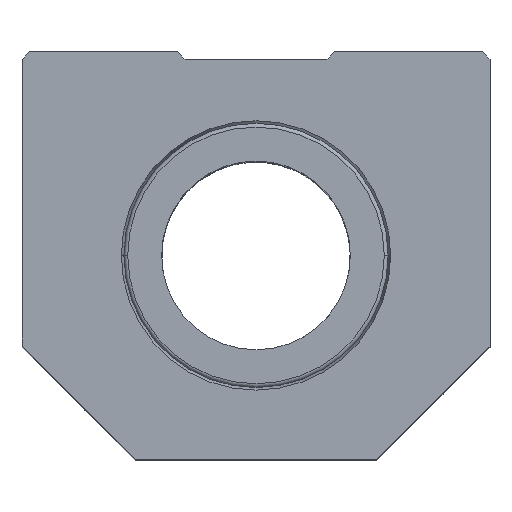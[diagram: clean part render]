
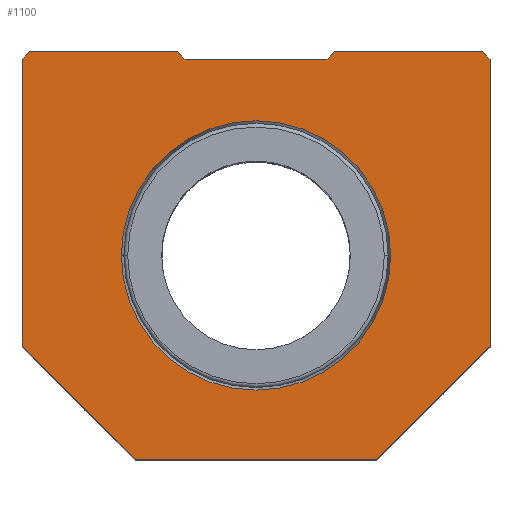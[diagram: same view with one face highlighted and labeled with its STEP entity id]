
A CAD part, top view. The second image highlights one B-rep face of the part: STEP entity #1100.
In plain terms, the highlighted planar face has unit normal (0, 0, 1).
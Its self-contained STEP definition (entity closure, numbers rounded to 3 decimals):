
#22 = DIRECTION ( 'NONE',  ( 0.707, -0.707, 0. ) ) ;
#57 = VECTOR ( 'NONE', #1453, 1000. ) ;
#106 = CIRCLE ( 'NONE', #473, 17.844 ) ;
#124 = LINE ( 'NONE', #1709, #1902 ) ;
#126 = FACE_OUTER_BOUND ( 'NONE', #515, .T. ) ;
#131 = ORIENTED_EDGE ( 'NONE', *, *, #182, .T. ) ;
#134 = CARTESIAN_POINT ( 'NONE',  ( -16., -27., 42.5 ) ) ;
#143 = DIRECTION ( 'NONE',  ( -0.707, -0.707, 0. ) ) ;
#182 = EDGE_CURVE ( 'NONE', #2143, #567, #643, .T. ) ;
#190 = LINE ( 'NONE', #1036, #1080 ) ;
#191 = CARTESIAN_POINT ( 'NONE',  ( -9.4, 26., 42.5 ) ) ;
#246 = CARTESIAN_POINT ( 'NONE',  ( 10.4, 27., 42.5 ) ) ;
#248 = CARTESIAN_POINT ( 'NONE',  ( 30., 27., 42.5 ) ) ;
#255 = LINE ( 'NONE', #333, #1137 ) ;
#318 = EDGE_LOOP ( 'NONE', ( #131, #1088 ) ) ;
#328 = VERTEX_POINT ( 'NONE', #777 ) ;
#329 = DIRECTION ( 'NONE',  ( 0., 0., -1. ) ) ;
#333 = CARTESIAN_POINT ( 'NONE',  ( -31., 26., 42.5 ) ) ;
#335 = CARTESIAN_POINT ( 'NONE',  ( 31., -12., 42.5 ) ) ;
#337 = VECTOR ( 'NONE', #530, 1000. ) ;
#354 = VERTEX_POINT ( 'NONE', #1776 ) ;
#358 = AXIS2_PLACEMENT_3D ( 'NONE', #2150, #329, #1540 ) ;
#380 = ORIENTED_EDGE ( 'NONE', *, *, #1548, .T. ) ;
#391 = VERTEX_POINT ( 'NONE', #2147 ) ;
#401 = VERTEX_POINT ( 'NONE', #335 ) ;
#438 = VECTOR ( 'NONE', #1292, 1000. ) ;
#473 = AXIS2_PLACEMENT_3D ( 'NONE', #1616, #609, #1784 ) ;
#514 = AXIS2_PLACEMENT_3D ( 'NONE', #1703, #1690, #1684 ) ;
#515 = EDGE_LOOP ( 'NONE', ( #1582, #1984, #1184, #2039, #801, #1242, #380, #847, #1740, #2131, #1346, #1798 ) ) ;
#516 = DIRECTION ( 'NONE',  ( -1., 0., 0. ) ) ;
#530 = DIRECTION ( 'NONE',  ( 0.707, 0.707, 0. ) ) ;
#557 = VERTEX_POINT ( 'NONE', #1854 ) ;
#567 = VERTEX_POINT ( 'NONE', #2148 ) ;
#568 = CARTESIAN_POINT ( 'NONE',  ( 17.844, 0., 42.5 ) ) ;
#609 = DIRECTION ( 'NONE',  ( 0., 0., -1. ) ) ;
#631 = DIRECTION ( 'NONE',  ( -0.707, -0.707, 0. ) ) ;
#643 = CIRCLE ( 'NONE', #514, 17.844 ) ;
#777 = CARTESIAN_POINT ( 'NONE',  ( 16., -27., 42.5 ) ) ;
#801 = ORIENTED_EDGE ( 'NONE', *, *, #1527, .T. ) ;
#839 = VERTEX_POINT ( 'NONE', #248 ) ;
#847 = ORIENTED_EDGE ( 'NONE', *, *, #1592, .T. ) ;
#872 = VERTEX_POINT ( 'NONE', #977 ) ;
#901 = LINE ( 'NONE', #1799, #1737 ) ;
#918 = CARTESIAN_POINT ( 'NONE',  ( -16., -27., 42.5 ) ) ;
#940 = VERTEX_POINT ( 'NONE', #1160 ) ;
#957 = VECTOR ( 'NONE', #1625, 1000. ) ;
#977 = CARTESIAN_POINT ( 'NONE',  ( 9.4, 26., 42.5 ) ) ;
#1006 = LINE ( 'NONE', #1112, #57 ) ;
#1025 = FACE_BOUND ( 'NONE', #318, .T. ) ;
#1027 = CARTESIAN_POINT ( 'NONE',  ( -10.4, 27., 42.5 ) ) ;
#1031 = PLANE ( 'NONE',  #358 ) ;
#1036 = CARTESIAN_POINT ( 'NONE',  ( -31., -12., 42.5 ) ) ;
#1059 = CARTESIAN_POINT ( 'NONE',  ( -31., -12., 42.5 ) ) ;
#1080 = VECTOR ( 'NONE', #1208, 1000. ) ;
#1088 = ORIENTED_EDGE ( 'NONE', *, *, #1412, .T. ) ;
#1100 = ADVANCED_FACE ( 'NONE', ( #1025, #126 ), #1031, .F. ) ;
#1112 = CARTESIAN_POINT ( 'NONE',  ( 31., 26., 42.5 ) ) ;
#1113 = VECTOR ( 'NONE', #22, 1000. ) ;
#1137 = VECTOR ( 'NONE', #143, 1000. ) ;
#1160 = CARTESIAN_POINT ( 'NONE',  ( -10.4, 27., 42.5 ) ) ;
#1179 = LINE ( 'NONE', #2146, #1982 ) ;
#1184 = ORIENTED_EDGE ( 'NONE', *, *, #1473, .T. ) ;
#1192 = EDGE_CURVE ( 'NONE', #328, #401, #1266, .T. ) ;
#1208 = DIRECTION ( 'NONE',  ( 0., -1., 0. ) ) ;
#1237 = LINE ( 'NONE', #1027, #2033 ) ;
#1242 = ORIENTED_EDGE ( 'NONE', *, *, #1531, .T. ) ;
#1266 = LINE ( 'NONE', #1396, #337 ) ;
#1285 = CARTESIAN_POINT ( 'NONE',  ( 30., 27., 42.5 ) ) ;
#1292 = DIRECTION ( 'NONE',  ( -1., 0., 0. ) ) ;
#1295 = VERTEX_POINT ( 'NONE', #191 ) ;
#1299 = CARTESIAN_POINT ( 'NONE',  ( 9.4, 26., 42.5 ) ) ;
#1313 = EDGE_CURVE ( 'NONE', #1778, #1559, #1609, .T. ) ;
#1346 = ORIENTED_EDGE ( 'NONE', *, *, #1313, .T. ) ;
#1396 = CARTESIAN_POINT ( 'NONE',  ( 31., -12., 42.5 ) ) ;
#1412 = EDGE_CURVE ( 'NONE', #567, #2143, #106, .T. ) ;
#1429 = EDGE_CURVE ( 'NONE', #401, #557, #1006, .T. ) ;
#1453 = DIRECTION ( 'NONE',  ( 0., 1., 0. ) ) ;
#1473 = EDGE_CURVE ( 'NONE', #557, #839, #1834, .T. ) ;
#1498 = EDGE_CURVE ( 'NONE', #839, #1874, #1792, .T. ) ;
#1527 = EDGE_CURVE ( 'NONE', #1874, #872, #2126, .T. ) ;
#1531 = EDGE_CURVE ( 'NONE', #872, #1295, #901, .T. ) ;
#1540 = DIRECTION ( 'NONE',  ( -1., 0., 0. ) ) ;
#1548 = EDGE_CURVE ( 'NONE', #1295, #940, #1237, .T. ) ;
#1559 = VERTEX_POINT ( 'NONE', #134 ) ;
#1582 = ORIENTED_EDGE ( 'NONE', *, *, #1192, .T. ) ;
#1592 = EDGE_CURVE ( 'NONE', #940, #354, #1179, .T. ) ;
#1604 = EDGE_CURVE ( 'NONE', #354, #391, #255, .T. ) ;
#1609 = LINE ( 'NONE', #918, #1113 ) ;
#1616 = CARTESIAN_POINT ( 'NONE',  ( 0., 0., 42.5 ) ) ;
#1625 = DIRECTION ( 'NONE',  ( -0.707, 0.707, 0. ) ) ;
#1650 = EDGE_CURVE ( 'NONE', #391, #1778, #190, .T. ) ;
#1653 = EDGE_CURVE ( 'NONE', #1559, #328, #124, .T. ) ;
#1684 = DIRECTION ( 'NONE',  ( -1., 0., 0. ) ) ;
#1690 = DIRECTION ( 'NONE',  ( 0., 0., -1. ) ) ;
#1703 = CARTESIAN_POINT ( 'NONE',  ( 0., 0., 42.5 ) ) ;
#1709 = CARTESIAN_POINT ( 'NONE',  ( 16., -27., 42.5 ) ) ;
#1718 = DIRECTION ( 'NONE',  ( 1., 0., 0. ) ) ;
#1737 = VECTOR ( 'NONE', #1946, 1000. ) ;
#1740 = ORIENTED_EDGE ( 'NONE', *, *, #1604, .T. ) ;
#1776 = CARTESIAN_POINT ( 'NONE',  ( -30., 27., 42.5 ) ) ;
#1778 = VERTEX_POINT ( 'NONE', #1059 ) ;
#1784 = DIRECTION ( 'NONE',  ( -1., 0., 0. ) ) ;
#1792 = LINE ( 'NONE', #246, #438 ) ;
#1798 = ORIENTED_EDGE ( 'NONE', *, *, #1653, .T. ) ;
#1799 = CARTESIAN_POINT ( 'NONE',  ( -9.4, 26., 42.5 ) ) ;
#1834 = LINE ( 'NONE', #1285, #957 ) ;
#1854 = CARTESIAN_POINT ( 'NONE',  ( 31., 26., 42.5 ) ) ;
#1874 = VERTEX_POINT ( 'NONE', #1894 ) ;
#1894 = CARTESIAN_POINT ( 'NONE',  ( 10.4, 27., 42.5 ) ) ;
#1902 = VECTOR ( 'NONE', #1718, 1000. ) ;
#1946 = DIRECTION ( 'NONE',  ( -1., 0., 0. ) ) ;
#1982 = VECTOR ( 'NONE', #516, 1000. ) ;
#1984 = ORIENTED_EDGE ( 'NONE', *, *, #1429, .T. ) ;
#1991 = DIRECTION ( 'NONE',  ( -0.707, 0.707, 0. ) ) ;
#2033 = VECTOR ( 'NONE', #1991, 1000. ) ;
#2039 = ORIENTED_EDGE ( 'NONE', *, *, #1498, .T. ) ;
#2084 = VECTOR ( 'NONE', #631, 1000. ) ;
#2126 = LINE ( 'NONE', #1299, #2084 ) ;
#2131 = ORIENTED_EDGE ( 'NONE', *, *, #1650, .T. ) ;
#2143 = VERTEX_POINT ( 'NONE', #568 ) ;
#2146 = CARTESIAN_POINT ( 'NONE',  ( -30., 27., 42.5 ) ) ;
#2147 = CARTESIAN_POINT ( 'NONE',  ( -31., 26., 42.5 ) ) ;
#2148 = CARTESIAN_POINT ( 'NONE',  ( -17.844, 0., 42.5 ) ) ;
#2150 = CARTESIAN_POINT ( 'NONE',  ( 0., -43., 42.5 ) ) ;
